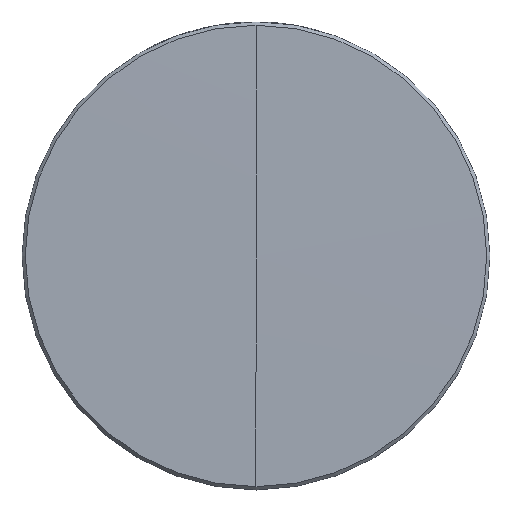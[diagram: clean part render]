
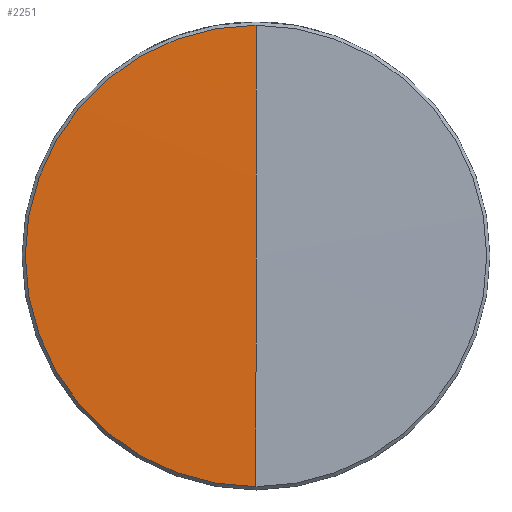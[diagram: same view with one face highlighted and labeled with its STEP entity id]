
A CAD part, top view. The second image highlights one B-rep face of the part: STEP entity #2251.
In plain terms, the highlighted spherical face has radius 1292 mm.
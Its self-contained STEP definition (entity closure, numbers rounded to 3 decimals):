
#85 = ORIENTED_EDGE ( 'NONE', *, *, #523, .T. ) ;
#143 = CARTESIAN_POINT ( 'NONE',  ( 0., 0., -1290.97 ) ) ;
#245 = AXIS2_PLACEMENT_3D ( 'NONE', #143, #1647, #1804 ) ;
#286 = EDGE_CURVE ( 'NONE', #365, #1489, #355, .T. ) ;
#313 = AXIS2_PLACEMENT_3D ( 'NONE', #856, #2144, #1830 ) ;
#355 = CIRCLE ( 'NONE', #313, 1292. ) ;
#365 = VERTEX_POINT ( 'NONE', #2018 ) ;
#457 = CARTESIAN_POINT ( 'NONE',  ( 0., 0., 0.969 ) ) ;
#523 = EDGE_CURVE ( 'NONE', #365, #1817, #1522, .T. ) ;
#592 = AXIS2_PLACEMENT_3D ( 'NONE', #1675, #741, #721 ) ;
#646 = SPHERICAL_SURFACE ( 'NONE', #245, 1292. ) ;
#657 = DIRECTION ( 'NONE',  ( 0., 0., 1. ) ) ;
#721 = DIRECTION ( 'NONE',  ( 0., -1., 0. ) ) ;
#741 = DIRECTION ( 'NONE',  ( -1., 0., 0. ) ) ;
#856 = CARTESIAN_POINT ( 'NONE',  ( 0., 0., -1290.97 ) ) ;
#873 = AXIS2_PLACEMENT_3D ( 'NONE', #457, #657, #1568 ) ;
#1144 = EDGE_LOOP ( 'NONE', ( #85, #2357, #2052 ) ) ;
#1145 = FACE_OUTER_BOUND ( 'NONE', #1144, .T. ) ;
#1245 = CARTESIAN_POINT ( 'NONE',  ( 0., 0., 1.03 ) ) ;
#1489 = VERTEX_POINT ( 'NONE', #1245 ) ;
#1522 = CIRCLE ( 'NONE', #873, 12.523 ) ;
#1537 = CARTESIAN_POINT ( 'NONE',  ( 0., -12.523, 0.969 ) ) ;
#1568 = DIRECTION ( 'NONE',  ( 0., -1., 0. ) ) ;
#1647 = DIRECTION ( 'NONE',  ( -1., 0., 0. ) ) ;
#1675 = CARTESIAN_POINT ( 'NONE',  ( 0., 0., -1290.97 ) ) ;
#1804 = DIRECTION ( 'NONE',  ( 0., 1., 0. ) ) ;
#1817 = VERTEX_POINT ( 'NONE', #1537 ) ;
#1830 = DIRECTION ( 'NONE',  ( 0., 0., -1. ) ) ;
#1889 = EDGE_CURVE ( 'NONE', #1817, #1489, #2234, .T. ) ;
#2018 = CARTESIAN_POINT ( 'NONE',  ( 0., 12.523, 0.969 ) ) ;
#2052 = ORIENTED_EDGE ( 'NONE', *, *, #286, .F. ) ;
#2144 = DIRECTION ( 'NONE',  ( 1., 0., 0. ) ) ;
#2234 = CIRCLE ( 'NONE', #592, 1292. ) ;
#2251 = ADVANCED_FACE ( 'NONE', ( #1145 ), #646, .T. ) ;
#2357 = ORIENTED_EDGE ( 'NONE', *, *, #1889, .T. ) ;
